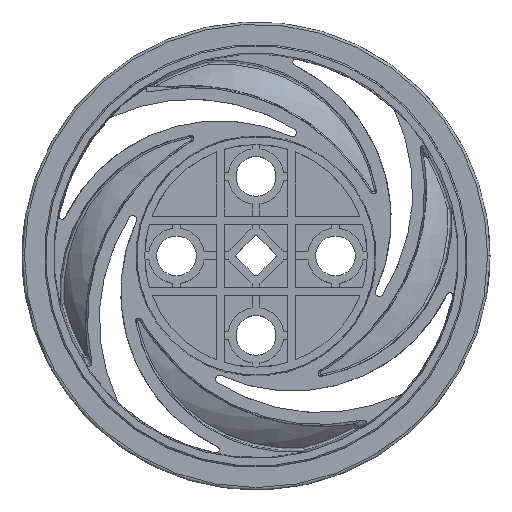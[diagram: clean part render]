
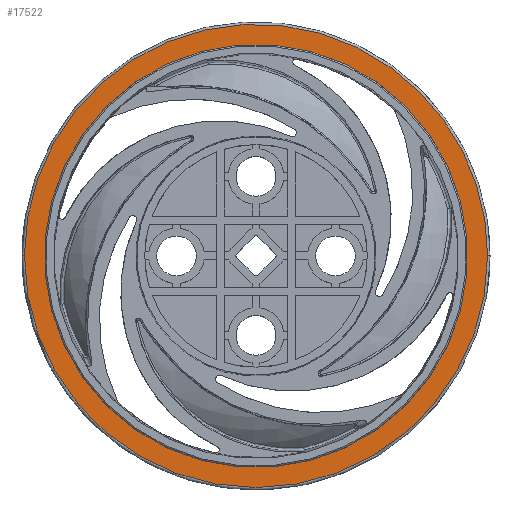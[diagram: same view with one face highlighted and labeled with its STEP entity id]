
A CAD part, top view. The second image highlights one B-rep face of the part: STEP entity #17522.
In plain terms, the highlighted planar face has unit normal (0, 0, 1).
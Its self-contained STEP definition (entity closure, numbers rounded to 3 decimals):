
#3189=CARTESIAN_POINT('',(0.,0.,3.5));
#3190=DIRECTION('',(0.,0.,1.));
#3191=DIRECTION('',(-1.,0.,0.));
#3192=AXIS2_PLACEMENT_3D('',#3189,#3190,#3191);
#3197=CARTESIAN_POINT('',(0.,0.,3.5));
#3198=DIRECTION('',(0.,0.,1.));
#3199=DIRECTION('',(0.707,0.707,0.));
#3200=AXIS2_PLACEMENT_3D('',#3197,#3198,#3199);
#3205=CARTESIAN_POINT('',(0.,0.,3.5));
#3206=DIRECTION('',(0.,0.,1.));
#3207=DIRECTION('',(1.,0.,0.));
#3208=AXIS2_PLACEMENT_3D('',#3205,#3206,#3207);
#3213=CARTESIAN_POINT('',(0.,0.,3.5));
#3214=DIRECTION('',(0.,0.,-1.));
#3215=DIRECTION('',(-0.707,0.707,0.));
#3216=AXIS2_PLACEMENT_3D('',#3213,#3214,#3215);
#3221=CARTESIAN_POINT('',(0.,0.,3.5));
#3222=DIRECTION('',(0.,0.,-1.));
#3223=DIRECTION('',(0.707,-0.707,0.));
#3224=AXIS2_PLACEMENT_3D('',#3221,#3222,#3223);
#13711=CARTESIAN_POINT('',(29.14,0.,3.5));
#13713=VERTEX_POINT('',#13711);
#15482=CARTESIAN_POINT('',(-29.14,0.,3.5));
#15483=VERTEX_POINT('',#15482);
#15486=CARTESIAN_POINT('',(20.605,20.605,3.5));
#15487=VERTEX_POINT('',#15486);
#15512=CARTESIAN_POINT('',(18.827,-18.827,3.5));
#15513=CARTESIAN_POINT('',(-18.827,18.827,3.5));
#15514=VERTEX_POINT('',#15512);
#15515=VERTEX_POINT('',#15513);
#17506=CARTESIAN_POINT('',(0.,0.,3.5));
#17507=DIRECTION('',(0.,0.,1.));
#17508=DIRECTION('',(1.,0.,0.));
#17509=AXIS2_PLACEMENT_3D('',#17506,#17507,#17508);
#17510=PLANE('',#17509);
#17511=ORIENTED_EDGE('',*,*,#17498,.F.);
#17512=ORIENTED_EDGE('',*,*,#17484,.F.);
#17513=ORIENTED_EDGE('',*,*,#17482,.F.);
#17514=EDGE_LOOP('',(#17511,#17512,#17513));
#17515=FACE_OUTER_BOUND('',#17514,.F.);
#17517=ORIENTED_EDGE('',*,*,#17516,.F.);
#17519=ORIENTED_EDGE('',*,*,#17518,.F.);
#17520=EDGE_LOOP('',(#17517,#17519));
#17521=FACE_BOUND('',#17520,.F.);
#17522=ADVANCED_FACE('',(#17515,#17521),#17510,.T.);
#3193=CIRCLE('',#3192,29.14);
#3201=CIRCLE('',#3200,29.14);
#3209=CIRCLE('',#3208,29.14);
#3217=CIRCLE('',#3216,26.625);
#3225=CIRCLE('',#3224,26.625);
#17482=EDGE_CURVE('',#13713,#15487,#3209,.T.);
#17484=EDGE_CURVE('',#15487,#15483,#3201,.T.);
#17498=EDGE_CURVE('',#15483,#13713,#3193,.T.);
#17516=EDGE_CURVE('',#15515,#15514,#3217,.T.);
#17518=EDGE_CURVE('',#15514,#15515,#3225,.T.);
